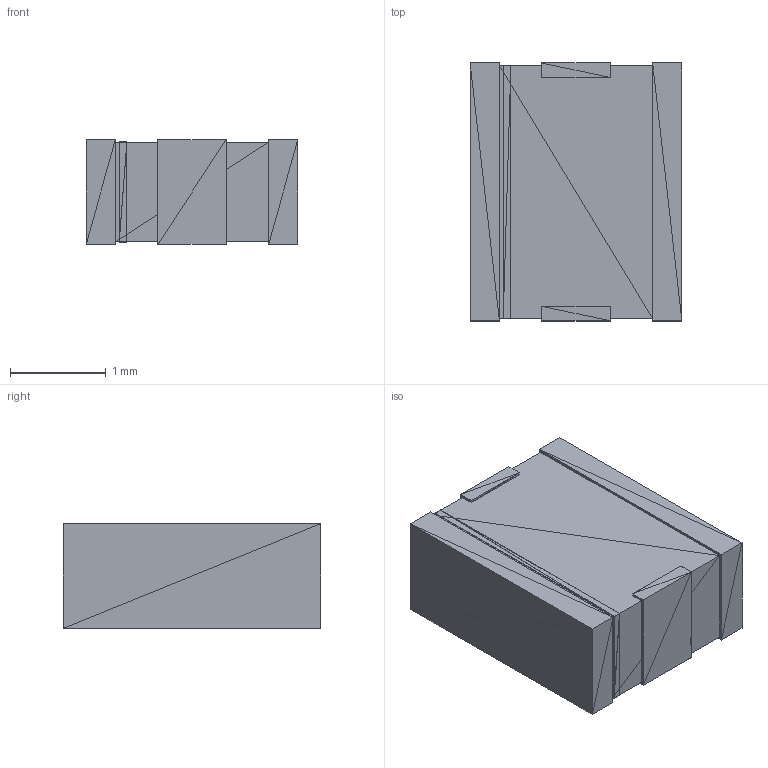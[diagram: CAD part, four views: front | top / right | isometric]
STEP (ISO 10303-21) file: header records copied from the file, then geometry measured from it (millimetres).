
FILE_DESCRIPTION(('STEP AP214'),'1');
FILE_NAME('DEA-4_2P5X2P0','2017-03-01T09:27:20',(''),(''),'','','');
FILE_SCHEMA(('AUTOMOTIVE_DESIGN'));
Length unit declared in the file: millimetre
Products named in the file (1): product
Bounding box: 2.21 x 2.69 x 1.09 mm (x, y, z)
Surface area: 38.9 mm2 (no closed solid volume)
Topology: 0 solids, 124 shells, 124 faces, 372 edges, 372 vertices
Faces by surface type: plane 124
Entity records: 4151 total; most frequent: CARTESIAN_POINT 869, DIRECTION 622, ORIENTED_EDGE 372, EDGE_CURVE 372, VERTEX_POINT 372, LINE 372, VECTOR 372, AXIS2_PLACEMENT_3D 125
